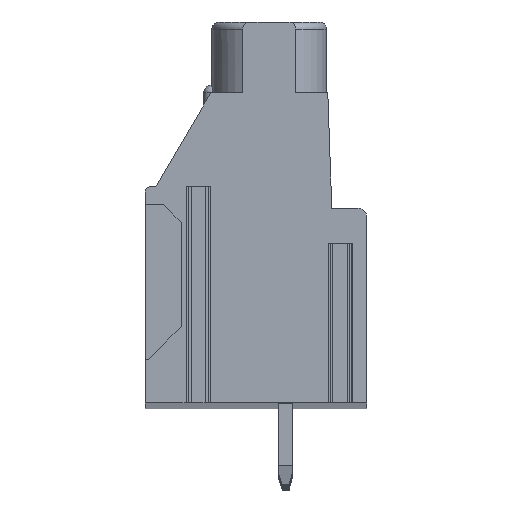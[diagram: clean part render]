
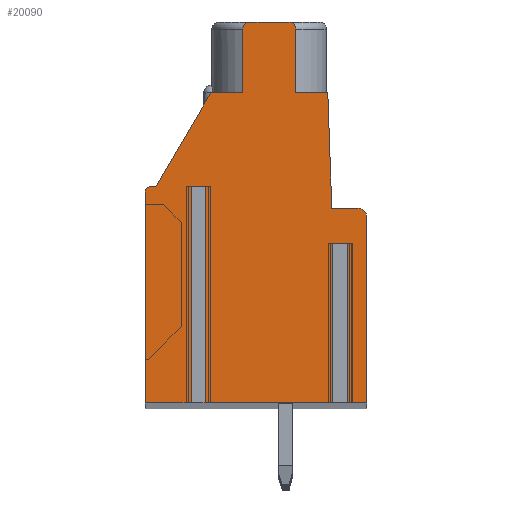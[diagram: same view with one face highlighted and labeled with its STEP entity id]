
A CAD part, top view. The second image highlights one B-rep face of the part: STEP entity #20090.
In plain terms, the highlighted planar face has unit normal (0, 0, 1).
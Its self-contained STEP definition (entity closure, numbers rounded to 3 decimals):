
#27=DIRECTION('',(-1.,0.,0.));
#28=VECTOR('',#27,0.82);
#29=CARTESIAN_POINT('',(-2.09,1.2,179.07));
#30=LINE('',#29,#28);
#31=DIRECTION('',(0.,1.,0.));
#32=VECTOR('',#31,12.2);
#33=CARTESIAN_POINT('',(-2.91,-11.,179.07));
#34=LINE('',#33,#32);
#35=DIRECTION('',(1.,0.,0.));
#36=VECTOR('',#35,2.59);
#37=CARTESIAN_POINT('',(-5.5,-11.,179.07));
#38=LINE('',#37,#36);
#39=DIRECTION('',(0.,-1.,0.));
#40=VECTOR('',#39,11.9);
#41=CARTESIAN_POINT('',(-5.5,0.9,179.07));
#42=LINE('',#41,#40);
#43=CARTESIAN_POINT('',(-5.2,0.9,179.07));
#44=DIRECTION('',(0.,0.,1.));
#45=DIRECTION('',(0.,1.,0.));
#46=AXIS2_PLACEMENT_3D('',#43,#44,#45);
#48=DIRECTION('',(-1.,0.,0.));
#49=VECTOR('',#48,0.3);
#50=CARTESIAN_POINT('',(-4.9,1.2,179.07));
#51=LINE('',#50,#49);
#52=DIRECTION('',(-0.505,-0.863,0.));
#53=VECTOR('',#52,6.14);
#54=CARTESIAN_POINT('',(-1.8,6.5,179.07));
#55=LINE('',#54,#53);
#56=DIRECTION('',(-1.,0.,0.));
#57=VECTOR('',#56,1.8);
#58=CARTESIAN_POINT('',(0.,6.5,179.07));
#59=LINE('',#58,#57);
#60=DIRECTION('',(0.,-1.,0.));
#61=VECTOR('',#60,3.6);
#62=CARTESIAN_POINT('',(0.,10.1,179.07));
#63=LINE('',#62,#61);
#64=CARTESIAN_POINT('',(0.4,10.1,179.07));
#65=DIRECTION('',(0.,0.,1.));
#66=DIRECTION('',(0.,1.,0.));
#67=AXIS2_PLACEMENT_3D('',#64,#65,#66);
#69=DIRECTION('',(-1.,0.,0.));
#70=VECTOR('',#69,2.2);
#71=CARTESIAN_POINT('',(2.6,10.5,179.07));
#72=LINE('',#71,#70);
#73=CARTESIAN_POINT('',(2.6,10.1,179.07));
#74=DIRECTION('',(0.,0.,1.));
#75=DIRECTION('',(1.,0.,0.));
#76=AXIS2_PLACEMENT_3D('',#73,#74,#75);
#78=DIRECTION('',(0.,1.,0.));
#79=VECTOR('',#78,3.6);
#80=CARTESIAN_POINT('',(3.,6.5,179.07));
#81=LINE('',#80,#79);
#82=DIRECTION('',(-1.,0.,0.));
#83=VECTOR('',#82,1.8);
#84=CARTESIAN_POINT('',(4.8,6.5,179.07));
#85=LINE('',#84,#83);
#86=DIRECTION('',(-0.035,0.999,0.));
#87=VECTOR('',#86,6.504);
#88=CARTESIAN_POINT('',(5.027,0.,179.07));
#89=LINE('',#88,#87);
#90=DIRECTION('',(-1.,0.,0.));
#91=VECTOR('',#90,1.473);
#92=CARTESIAN_POINT('',(6.5,0.,179.07));
#93=LINE('',#92,#91);
#94=CARTESIAN_POINT('',(6.5,-0.5,179.07));
#95=DIRECTION('',(0.,0.,1.));
#96=DIRECTION('',(1.,0.,0.));
#97=AXIS2_PLACEMENT_3D('',#94,#95,#96);
#99=DIRECTION('',(0.,1.,0.));
#100=VECTOR('',#99,10.5);
#101=CARTESIAN_POINT('',(7.,-11.,179.07));
#102=LINE('',#101,#100);
#103=DIRECTION('',(1.,0.,0.));
#104=VECTOR('',#103,1.09);
#105=CARTESIAN_POINT('',(5.91,-11.,179.07));
#106=LINE('',#105,#104);
#107=DIRECTION('',(0.,1.,0.));
#108=VECTOR('',#107,9.);
#109=CARTESIAN_POINT('',(5.91,-11.,179.07));
#110=LINE('',#109,#108);
#111=DIRECTION('',(-1.,0.,0.));
#112=VECTOR('',#111,0.82);
#113=CARTESIAN_POINT('',(5.91,-2.,179.07));
#114=LINE('',#113,#112);
#115=DIRECTION('',(0.,1.,0.));
#116=VECTOR('',#115,9.);
#117=CARTESIAN_POINT('',(5.09,-11.,179.07));
#118=LINE('',#117,#116);
#119=DIRECTION('',(1.,0.,0.));
#120=VECTOR('',#119,7.18);
#121=CARTESIAN_POINT('',(-2.09,-11.,179.07));
#122=LINE('',#121,#120);
#123=DIRECTION('',(0.,1.,0.));
#124=VECTOR('',#123,12.2);
#125=CARTESIAN_POINT('',(-2.09,-11.,179.07));
#126=LINE('',#125,#124);
#15843=CARTESIAN_POINT('',(7.,-11.,179.07));
#15844=CARTESIAN_POINT('',(7.,-0.5,179.07));
#15845=VERTEX_POINT('',#15843);
#15846=VERTEX_POINT('',#15844);
#15847=CARTESIAN_POINT('',(6.5,0.,179.07));
#15848=VERTEX_POINT('',#15847);
#15849=CARTESIAN_POINT('',(5.027,0.,179.07));
#15850=VERTEX_POINT('',#15849);
#15851=CARTESIAN_POINT('',(4.8,6.5,179.07));
#15852=VERTEX_POINT('',#15851);
#15853=CARTESIAN_POINT('',(3.,6.5,179.07));
#15854=VERTEX_POINT('',#15853);
#15855=CARTESIAN_POINT('',(3.,10.1,179.07));
#15856=VERTEX_POINT('',#15855);
#15857=CARTESIAN_POINT('',(2.6,10.5,179.07));
#15858=VERTEX_POINT('',#15857);
#15859=CARTESIAN_POINT('',(0.4,10.5,179.07));
#15860=VERTEX_POINT('',#15859);
#15861=CARTESIAN_POINT('',(0.,10.1,179.07));
#15862=VERTEX_POINT('',#15861);
#15863=CARTESIAN_POINT('',(0.,6.5,179.07));
#15864=VERTEX_POINT('',#15863);
#15865=CARTESIAN_POINT('',(-1.8,6.5,179.07));
#15866=VERTEX_POINT('',#15865);
#15867=CARTESIAN_POINT('',(-4.9,1.2,179.07));
#15868=VERTEX_POINT('',#15867);
#15869=CARTESIAN_POINT('',(-5.2,1.2,179.07));
#15870=VERTEX_POINT('',#15869);
#15871=CARTESIAN_POINT('',(-5.5,0.9,179.07));
#15872=VERTEX_POINT('',#15871);
#15873=CARTESIAN_POINT('',(-5.5,-11.,179.07));
#15874=VERTEX_POINT('',#15873);
#15995=CARTESIAN_POINT('',(5.91,-2.,179.07));
#15996=CARTESIAN_POINT('',(5.09,-2.,179.07));
#15997=VERTEX_POINT('',#15995);
#15998=VERTEX_POINT('',#15996);
#15999=CARTESIAN_POINT('',(5.09,-11.,179.07));
#16000=VERTEX_POINT('',#15999);
#16001=CARTESIAN_POINT('',(5.91,-11.,179.07));
#16002=VERTEX_POINT('',#16001);
#16019=CARTESIAN_POINT('',(-2.09,1.2,179.07));
#16020=CARTESIAN_POINT('',(-2.91,1.2,179.07));
#16021=VERTEX_POINT('',#16019);
#16022=VERTEX_POINT('',#16020);
#16023=CARTESIAN_POINT('',(-2.09,-11.,179.07));
#16024=VERTEX_POINT('',#16023);
#16025=CARTESIAN_POINT('',(-2.91,-11.,179.07));
#16026=VERTEX_POINT('',#16025);
#20035=CARTESIAN_POINT('',(0.,0.,179.07));
#20036=DIRECTION('',(0.,0.,1.));
#20037=DIRECTION('',(1.,0.,0.));
#20038=AXIS2_PLACEMENT_3D('',#20035,#20036,#20037);
#20039=PLANE('',#20038);
#20041=ORIENTED_EDGE('',*,*,#20040,.T.);
#20043=ORIENTED_EDGE('',*,*,#20042,.F.);
#20045=ORIENTED_EDGE('',*,*,#20044,.F.);
#20047=ORIENTED_EDGE('',*,*,#20046,.F.);
#20049=ORIENTED_EDGE('',*,*,#20048,.F.);
#20051=ORIENTED_EDGE('',*,*,#20050,.F.);
#20053=ORIENTED_EDGE('',*,*,#20052,.F.);
#20055=ORIENTED_EDGE('',*,*,#20054,.F.);
#20057=ORIENTED_EDGE('',*,*,#20056,.F.);
#20059=ORIENTED_EDGE('',*,*,#20058,.F.);
#20061=ORIENTED_EDGE('',*,*,#20060,.F.);
#20063=ORIENTED_EDGE('',*,*,#20062,.F.);
#20065=ORIENTED_EDGE('',*,*,#20064,.F.);
#20067=ORIENTED_EDGE('',*,*,#20066,.F.);
#20069=ORIENTED_EDGE('',*,*,#20068,.F.);
#20071=ORIENTED_EDGE('',*,*,#20070,.F.);
#20073=ORIENTED_EDGE('',*,*,#20072,.F.);
#20075=ORIENTED_EDGE('',*,*,#20074,.F.);
#20077=ORIENTED_EDGE('',*,*,#20076,.F.);
#20079=ORIENTED_EDGE('',*,*,#20078,.T.);
#20081=ORIENTED_EDGE('',*,*,#20080,.T.);
#20083=ORIENTED_EDGE('',*,*,#20082,.F.);
#20085=ORIENTED_EDGE('',*,*,#20084,.F.);
#20087=ORIENTED_EDGE('',*,*,#20086,.T.);
#20088=EDGE_LOOP('',(#20041,#20043,#20045,#20047,#20049,#20051,#20053,#20055,
#20057,#20059,#20061,#20063,#20065,#20067,#20069,#20071,#20073,#20075,#20077,
#20079,#20081,#20083,#20085,#20087));
#20089=FACE_OUTER_BOUND('',#20088,.F.);
#47=CIRCLE('',#46,0.3);
#68=CIRCLE('',#67,0.4);
#77=CIRCLE('',#76,0.4);
#98=CIRCLE('',#97,0.5);
#20040=EDGE_CURVE('',#16021,#16022,#30,.T.);
#20042=EDGE_CURVE('',#16026,#16022,#34,.T.);
#20044=EDGE_CURVE('',#15874,#16026,#38,.T.);
#20046=EDGE_CURVE('',#15872,#15874,#42,.T.);
#20048=EDGE_CURVE('',#15870,#15872,#47,.T.);
#20050=EDGE_CURVE('',#15868,#15870,#51,.T.);
#20052=EDGE_CURVE('',#15866,#15868,#55,.T.);
#20054=EDGE_CURVE('',#15864,#15866,#59,.T.);
#20056=EDGE_CURVE('',#15862,#15864,#63,.T.);
#20058=EDGE_CURVE('',#15860,#15862,#68,.T.);
#20060=EDGE_CURVE('',#15858,#15860,#72,.T.);
#20062=EDGE_CURVE('',#15856,#15858,#77,.T.);
#20064=EDGE_CURVE('',#15854,#15856,#81,.T.);
#20066=EDGE_CURVE('',#15852,#15854,#85,.T.);
#20068=EDGE_CURVE('',#15850,#15852,#89,.T.);
#20070=EDGE_CURVE('',#15848,#15850,#93,.T.);
#20072=EDGE_CURVE('',#15846,#15848,#98,.T.);
#20074=EDGE_CURVE('',#15845,#15846,#102,.T.);
#20076=EDGE_CURVE('',#16002,#15845,#106,.T.);
#20078=EDGE_CURVE('',#16002,#15997,#110,.T.);
#20080=EDGE_CURVE('',#15997,#15998,#114,.T.);
#20082=EDGE_CURVE('',#16000,#15998,#118,.T.);
#20084=EDGE_CURVE('',#16024,#16000,#122,.T.);
#20086=EDGE_CURVE('',#16024,#16021,#126,.T.);
#20090=ADVANCED_FACE('',(#20089),#20039,.T.);
